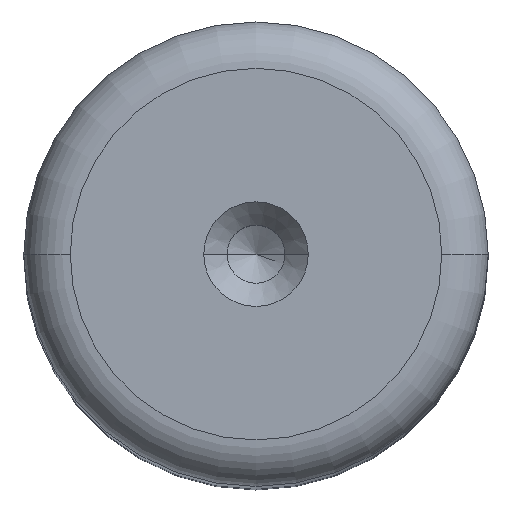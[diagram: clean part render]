
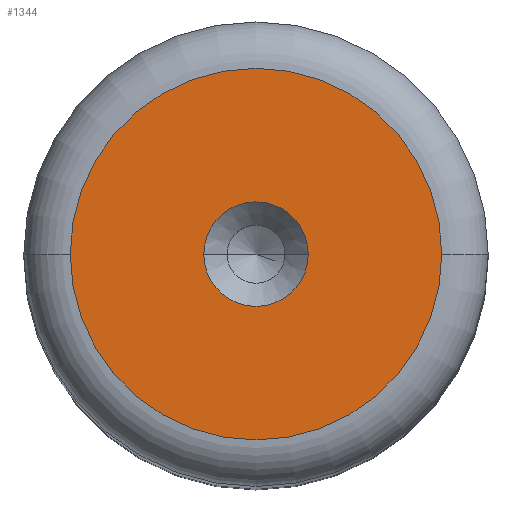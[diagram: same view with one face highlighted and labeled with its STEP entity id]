
A CAD part, top view. The second image highlights one B-rep face of the part: STEP entity #1344.
In plain terms, the highlighted planar face has unit normal (0, 0, 1).
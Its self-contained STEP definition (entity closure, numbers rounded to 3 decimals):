
#51 = DIRECTION ( 'NONE',  ( 0., 0., 1. ) ) ;
#108 = DIRECTION ( 'NONE',  ( 0., 0., 1. ) ) ;
#146 = ORIENTED_EDGE ( 'NONE', *, *, #721, .T. ) ;
#173 = PLANE ( 'NONE',  #630 ) ;
#193 = CIRCLE ( 'NONE', #794, 8. ) ;
#236 = CARTESIAN_POINT ( 'NONE',  ( 0., 0., 90. ) ) ;
#295 = CARTESIAN_POINT ( 'NONE',  ( -2.25, 0., 90. ) ) ;
#308 = DIRECTION ( 'NONE',  ( 1., 0., 0. ) ) ;
#359 = DIRECTION ( 'NONE',  ( 0., 0., 1. ) ) ;
#368 = DIRECTION ( 'NONE',  ( 1., 0., 0. ) ) ;
#405 = EDGE_CURVE ( 'NONE', #1471, #1507, #1453, .T. ) ;
#461 = ORIENTED_EDGE ( 'NONE', *, *, #405, .F. ) ;
#465 = FACE_BOUND ( 'NONE', #1438, .T. ) ;
#490 = EDGE_CURVE ( 'NONE', #1507, #1471, #1339, .T. ) ;
#577 = CARTESIAN_POINT ( 'NONE',  ( 0., 0., 90. ) ) ;
#584 = AXIS2_PLACEMENT_3D ( 'NONE', #1445, #359, #368 ) ;
#630 = AXIS2_PLACEMENT_3D ( 'NONE', #935, #1054, #308 ) ;
#648 = AXIS2_PLACEMENT_3D ( 'NONE', #812, #51, #937 ) ;
#650 = EDGE_LOOP ( 'NONE', ( #1195, #146 ) ) ;
#702 = DIRECTION ( 'NONE',  ( 1., 0., 0. ) ) ;
#721 = EDGE_CURVE ( 'NONE', #925, #1488, #1203, .T. ) ;
#794 = AXIS2_PLACEMENT_3D ( 'NONE', #577, #1434, #702 ) ;
#798 = FACE_OUTER_BOUND ( 'NONE', #650, .T. ) ;
#810 = CARTESIAN_POINT ( 'NONE',  ( 2.25, 0., 90. ) ) ;
#812 = CARTESIAN_POINT ( 'NONE',  ( 0., 0., 90. ) ) ;
#925 = VERTEX_POINT ( 'NONE', #1058 ) ;
#935 = CARTESIAN_POINT ( 'NONE',  ( 0., 0., 90. ) ) ;
#937 = DIRECTION ( 'NONE',  ( 1., 0., 0. ) ) ;
#1040 = CARTESIAN_POINT ( 'NONE',  ( 8., 0., 90. ) ) ;
#1054 = DIRECTION ( 'NONE',  ( 0., 0., 1. ) ) ;
#1058 = CARTESIAN_POINT ( 'NONE',  ( -8., 0., 90. ) ) ;
#1117 = DIRECTION ( 'NONE',  ( 1., 0., 0. ) ) ;
#1195 = ORIENTED_EDGE ( 'NONE', *, *, #1382, .T. ) ;
#1203 = CIRCLE ( 'NONE', #648, 8. ) ;
#1212 = ORIENTED_EDGE ( 'NONE', *, *, #490, .F. ) ;
#1339 = CIRCLE ( 'NONE', #584, 2.25 ) ;
#1344 = ADVANCED_FACE ( 'NONE', ( #465, #798 ), #173, .T. ) ;
#1382 = EDGE_CURVE ( 'NONE', #1488, #925, #193, .T. ) ;
#1434 = DIRECTION ( 'NONE',  ( 0., 0., 1. ) ) ;
#1438 = EDGE_LOOP ( 'NONE', ( #1212, #461 ) ) ;
#1445 = CARTESIAN_POINT ( 'NONE',  ( 0., 0., 90. ) ) ;
#1453 = CIRCLE ( 'NONE', #1502, 2.25 ) ;
#1471 = VERTEX_POINT ( 'NONE', #295 ) ;
#1488 = VERTEX_POINT ( 'NONE', #1040 ) ;
#1502 = AXIS2_PLACEMENT_3D ( 'NONE', #236, #108, #1117 ) ;
#1507 = VERTEX_POINT ( 'NONE', #810 ) ;
